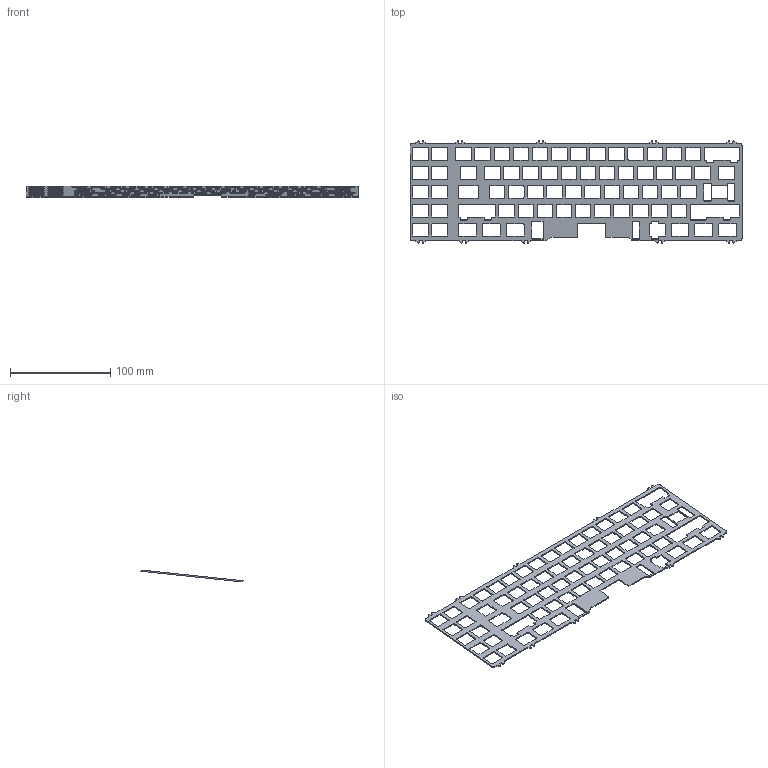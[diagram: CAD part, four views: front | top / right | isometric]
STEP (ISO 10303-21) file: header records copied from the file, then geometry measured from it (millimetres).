
FILE_DESCRIPTION(/* description */ (''),/* implementation_level */ '2;1');
FILE_NAME(/* name */ '6xx_ALPS.step',/* time_stamp */ '2023-09-03T17:41:49+04:00',/* author */ (''),/* organization */ (''),/* preprocessor_version */ 'ST-DEVELOPER v20',/* originating_system */ 'Autodesk Translation Framework v12.9.0.99',/* authorisation */ '');
FILE_SCHEMA (('AUTOMOTIVE_DESIGN { 1 0 10303 214 3 1 1 }'));
Length unit declared in the file: millimetre
Products named in the file (2): 65xt_extmount; ALPSPLATE
Assembly tree (1 placements, depth 2):
  65xt_extmount
    ALPSPLATE
Bounding box: 330.61 x 101.82 x 11.88 mm (x, y, z)
Volume: 18946.4 mm3; surface area: 37903.2 mm2
Topology: 1 solids, 1 shells, 823 faces, 2463 edges, 1642 vertices
Faces by surface type: plane 420, cylinder 403
Entity records: 28307 total; most frequent: CARTESIAN_POINT 4931, ORIENTED_EDGE 4926, DIRECTION 4921, EDGE_CURVE 2463, LINE 1657, VECTOR 1657, VERTEX_POINT 1642, AXIS2_PLACEMENT_3D 1632
